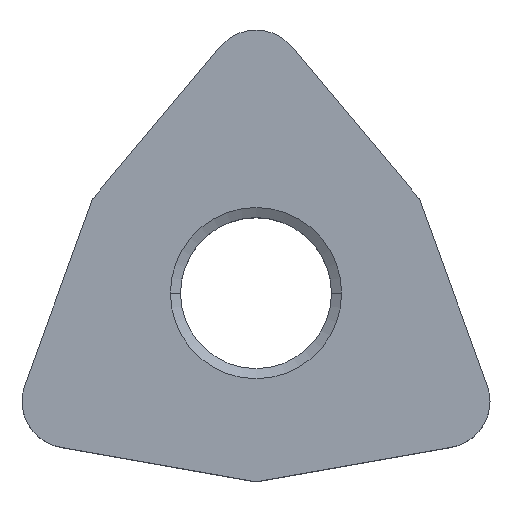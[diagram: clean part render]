
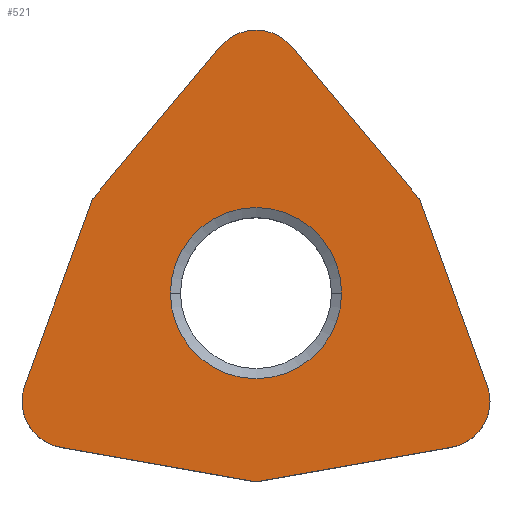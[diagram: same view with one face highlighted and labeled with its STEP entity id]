
A CAD part, top view. The second image highlights one B-rep face of the part: STEP entity #521.
In plain terms, the highlighted planar face has unit normal (0, 0, 1).
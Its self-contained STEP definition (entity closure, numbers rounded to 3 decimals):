
#49=DIRECTION('',(-0.985,0.174,0.));
#50=VECTOR('',#49,6.745);
#51=CARTESIAN_POINT('',(8.521,-1.502,0.));
#52=LINE('',#51,#50);
#57=CARTESIAN_POINT('',(2.156,1.245,0.));
#58=DIRECTION('',(0.,0.,1.));
#59=DIRECTION('',(-0.94,0.342,0.));
#60=AXIS2_PLACEMENT_3D('',#57,#58,#59);
#65=DIRECTION('',(0.342,0.94,0.));
#66=VECTOR('',#65,6.745);
#67=CARTESIAN_POINT('',(0.652,1.792,0.));
#68=LINE('',#67,#66);
#72=CARTESIAN_POINT('',(3.147,8.062,0.));
#73=DIRECTION('',(0.,0.,-1.));
#74=DIRECTION('',(-0.94,0.342,0.));
#75=AXIS2_PLACEMENT_3D('',#72,#73,#74);
#80=DIRECTION('',(0.643,0.766,0.));
#81=VECTOR('',#80,6.745);
#82=CARTESIAN_POINT('',(2.994,8.19,0.));
#83=LINE('',#82,#81);
#87=CARTESIAN_POINT('',(8.555,12.329,0.));
#88=DIRECTION('',(0.,0.,1.));
#89=DIRECTION('',(0.766,0.643,0.));
#90=AXIS2_PLACEMENT_3D('',#87,#88,#89);
#95=DIRECTION('',(0.643,-0.766,0.));
#96=VECTOR('',#95,6.745);
#97=CARTESIAN_POINT('',(9.781,13.358,0.));
#98=LINE('',#97,#96);
#102=CARTESIAN_POINT('',(13.964,8.062,0.));
#103=DIRECTION('',(0.,0.,-1.));
#104=DIRECTION('',(0.766,0.643,0.));
#105=AXIS2_PLACEMENT_3D('',#102,#103,#104);
#110=DIRECTION('',(0.342,-0.94,0.));
#111=VECTOR('',#110,6.745);
#112=CARTESIAN_POINT('',(14.151,8.13,0.));
#113=LINE('',#112,#111);
#117=CARTESIAN_POINT('',(14.955,1.245,0.));
#118=DIRECTION('',(0.,0.,1.));
#119=DIRECTION('',(0.174,-0.985,0.));
#120=AXIS2_PLACEMENT_3D('',#117,#118,#119);
#125=DIRECTION('',(-0.985,-0.174,0.));
#126=VECTOR('',#125,6.745);
#127=CARTESIAN_POINT('',(15.233,-0.331,0.));
#128=LINE('',#127,#126);
#132=CARTESIAN_POINT('',(8.555,-1.305,0.));
#133=DIRECTION('',(0.,0.,-1.));
#134=DIRECTION('',(0.174,-0.985,0.));
#135=AXIS2_PLACEMENT_3D('',#132,#133,#134);
#140=CARTESIAN_POINT('',(8.555,4.939,0.));
#141=DIRECTION('',(0.,0.,-1.));
#142=DIRECTION('',(-1.,0.,0.));
#143=AXIS2_PLACEMENT_3D('',#140,#141,#142);
#148=CARTESIAN_POINT('',(8.555,4.939,0.));
#149=DIRECTION('',(0.,0.,-1.));
#150=DIRECTION('',(1.,0.,0.));
#151=AXIS2_PLACEMENT_3D('',#148,#149,#150);
#420=CARTESIAN_POINT('',(5.629,4.939,0.));
#421=CARTESIAN_POINT('',(11.482,4.939,0.));
#422=VERTEX_POINT('',#420);
#423=VERTEX_POINT('',#421);
#436=CARTESIAN_POINT('',(8.521,-1.502,0.));
#437=CARTESIAN_POINT('',(1.878,-0.331,0.));
#438=VERTEX_POINT('',#436);
#439=VERTEX_POINT('',#437);
#440=CARTESIAN_POINT('',(15.233,-0.331,0.));
#441=CARTESIAN_POINT('',(8.59,-1.502,0.));
#442=VERTEX_POINT('',#440);
#443=VERTEX_POINT('',#441);
#444=CARTESIAN_POINT('',(14.151,8.13,0.));
#445=CARTESIAN_POINT('',(16.458,1.792,0.));
#446=VERTEX_POINT('',#444);
#447=VERTEX_POINT('',#445);
#448=CARTESIAN_POINT('',(9.781,13.358,0.));
#449=CARTESIAN_POINT('',(14.117,8.19,0.));
#450=VERTEX_POINT('',#448);
#451=VERTEX_POINT('',#449);
#452=CARTESIAN_POINT('',(2.994,8.19,0.));
#453=CARTESIAN_POINT('',(7.33,13.358,0.));
#454=VERTEX_POINT('',#452);
#455=VERTEX_POINT('',#453);
#456=CARTESIAN_POINT('',(0.652,1.792,0.));
#457=CARTESIAN_POINT('',(2.959,8.13,0.));
#458=VERTEX_POINT('',#456);
#459=VERTEX_POINT('',#457);
#484=CARTESIAN_POINT('',(0.,0.,0.));
#485=DIRECTION('',(0.,0.,1.));
#486=DIRECTION('',(1.,0.,0.));
#487=AXIS2_PLACEMENT_3D('',#484,#485,#486);
#488=PLANE('',#487);
#490=ORIENTED_EDGE('',*,*,#489,.T.);
#492=ORIENTED_EDGE('',*,*,#491,.F.);
#494=ORIENTED_EDGE('',*,*,#493,.T.);
#496=ORIENTED_EDGE('',*,*,#495,.T.);
#498=ORIENTED_EDGE('',*,*,#497,.T.);
#500=ORIENTED_EDGE('',*,*,#499,.F.);
#502=ORIENTED_EDGE('',*,*,#501,.T.);
#504=ORIENTED_EDGE('',*,*,#503,.T.);
#506=ORIENTED_EDGE('',*,*,#505,.T.);
#508=ORIENTED_EDGE('',*,*,#507,.F.);
#510=ORIENTED_EDGE('',*,*,#509,.T.);
#512=ORIENTED_EDGE('',*,*,#511,.T.);
#513=EDGE_LOOP('',(#490,#492,#494,#496,#498,#500,#502,#504,#506,#508,#510,
#512));
#514=FACE_OUTER_BOUND('',#513,.F.);
#516=ORIENTED_EDGE('',*,*,#515,.F.);
#518=ORIENTED_EDGE('',*,*,#517,.F.);
#519=EDGE_LOOP('',(#516,#518));
#520=FACE_BOUND('',#519,.F.);
#61=CIRCLE('',#60,1.6);
#76=CIRCLE('',#75,0.2);
#91=CIRCLE('',#90,1.6);
#106=CIRCLE('',#105,0.2);
#121=CIRCLE('',#120,1.6);
#136=CIRCLE('',#135,0.2);
#144=CIRCLE('',#143,2.926);
#152=CIRCLE('',#151,2.926);
#489=EDGE_CURVE('',#438,#439,#52,.T.);
#491=EDGE_CURVE('',#458,#439,#61,.T.);
#493=EDGE_CURVE('',#458,#459,#68,.T.);
#495=EDGE_CURVE('',#459,#454,#76,.T.);
#497=EDGE_CURVE('',#454,#455,#83,.T.);
#499=EDGE_CURVE('',#450,#455,#91,.T.);
#501=EDGE_CURVE('',#450,#451,#98,.T.);
#503=EDGE_CURVE('',#451,#446,#106,.T.);
#505=EDGE_CURVE('',#446,#447,#113,.T.);
#507=EDGE_CURVE('',#442,#447,#121,.T.);
#509=EDGE_CURVE('',#442,#443,#128,.T.);
#511=EDGE_CURVE('',#443,#438,#136,.T.);
#515=EDGE_CURVE('',#422,#423,#144,.T.);
#517=EDGE_CURVE('',#423,#422,#152,.T.);
#521=ADVANCED_FACE('',(#514,#520),#488,.T.);
